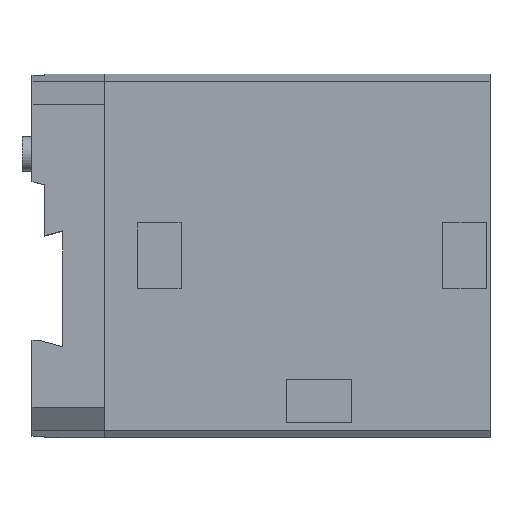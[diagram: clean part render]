
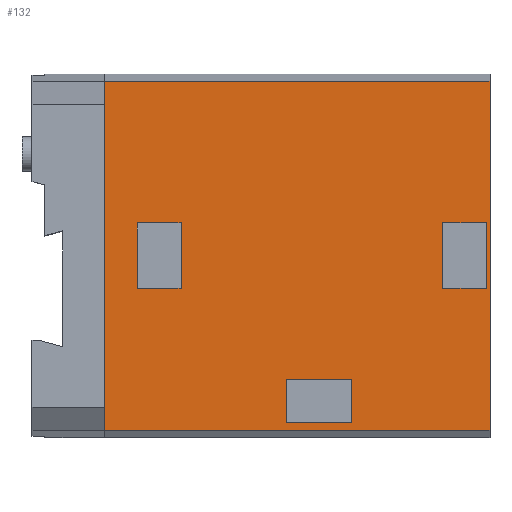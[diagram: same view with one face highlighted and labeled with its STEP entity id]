
A CAD part, top view. The second image highlights one B-rep face of the part: STEP entity #132.
In plain terms, the highlighted planar face has unit normal (0, 0, 1).
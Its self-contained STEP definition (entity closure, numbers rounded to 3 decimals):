
#39=FACE_BOUND('',#264,.T.);
#40=FACE_BOUND('',#265,.T.);
#41=FACE_BOUND('',#266,.T.);
#42=FACE_BOUND('',#267,.T.);
#68=PLANE('',#1333);
#132=ADVANCED_FACE('',(#39,#40,#41,#42),#68,.T.);
#264=EDGE_LOOP('',(#804,#805,#806,#807));
#265=EDGE_LOOP('',(#808,#809,#810,#811));
#266=EDGE_LOOP('',(#812,#813,#814,#815));
#267=EDGE_LOOP('',(#816,#817,#818,#819));
#357=LINE('',#1836,#514);
#396=LINE('',#1912,#553);
#398=LINE('',#1916,#555);
#399=LINE('',#1919,#556);
#400=LINE('',#1921,#557);
#401=LINE('',#1923,#558);
#402=LINE('',#1924,#559);
#403=LINE('',#1927,#560);
#404=LINE('',#1929,#561);
#405=LINE('',#1931,#562);
#406=LINE('',#1932,#563);
#407=LINE('',#1935,#564);
#408=LINE('',#1937,#565);
#409=LINE('',#1939,#566);
#410=LINE('',#1940,#567);
#411=LINE('',#1942,#568);
#514=VECTOR('',#1487,1.);
#553=VECTOR('',#1556,1.);
#555=VECTOR('',#1560,1.);
#556=VECTOR('',#1561,1.);
#557=VECTOR('',#1562,1.);
#558=VECTOR('',#1563,1.);
#559=VECTOR('',#1564,1.);
#560=VECTOR('',#1565,1.);
#561=VECTOR('',#1566,1.);
#562=VECTOR('',#1567,1.);
#563=VECTOR('',#1568,1.);
#564=VECTOR('',#1569,1.);
#565=VECTOR('',#1570,1.);
#566=VECTOR('',#1571,1.);
#567=VECTOR('',#1572,1.);
#568=VECTOR('',#1573,1.);
#804=ORIENTED_EDGE('',*,*,#1185,.T.);
#805=ORIENTED_EDGE('',*,*,#1186,.T.);
#806=ORIENTED_EDGE('',*,*,#1187,.T.);
#807=ORIENTED_EDGE('',*,*,#1188,.T.);
#808=ORIENTED_EDGE('',*,*,#1189,.T.);
#809=ORIENTED_EDGE('',*,*,#1190,.T.);
#810=ORIENTED_EDGE('',*,*,#1191,.T.);
#811=ORIENTED_EDGE('',*,*,#1192,.T.);
#812=ORIENTED_EDGE('',*,*,#1193,.T.);
#813=ORIENTED_EDGE('',*,*,#1194,.T.);
#814=ORIENTED_EDGE('',*,*,#1195,.T.);
#815=ORIENTED_EDGE('',*,*,#1196,.T.);
#816=ORIENTED_EDGE('',*,*,#1197,.T.);
#817=ORIENTED_EDGE('',*,*,#1143,.F.);
#818=ORIENTED_EDGE('',*,*,#1183,.F.);
#819=ORIENTED_EDGE('',*,*,#1198,.T.);
#1016=VERTEX_POINT('',#1835);
#1017=VERTEX_POINT('',#1837);
#1039=VERTEX_POINT('',#1913);
#1040=VERTEX_POINT('',#1917);
#1041=VERTEX_POINT('',#1918);
#1042=VERTEX_POINT('',#1920);
#1043=VERTEX_POINT('',#1922);
#1044=VERTEX_POINT('',#1925);
#1045=VERTEX_POINT('',#1926);
#1046=VERTEX_POINT('',#1928);
#1047=VERTEX_POINT('',#1930);
#1048=VERTEX_POINT('',#1933);
#1049=VERTEX_POINT('',#1934);
#1050=VERTEX_POINT('',#1936);
#1051=VERTEX_POINT('',#1938);
#1052=VERTEX_POINT('',#1941);
#1143=EDGE_CURVE('',#1016,#1017,#357,.T.);
#1183=EDGE_CURVE('',#1039,#1016,#396,.T.);
#1185=EDGE_CURVE('',#1040,#1041,#398,.T.);
#1186=EDGE_CURVE('',#1041,#1042,#399,.T.);
#1187=EDGE_CURVE('',#1042,#1043,#400,.T.);
#1188=EDGE_CURVE('',#1043,#1040,#401,.T.);
#1189=EDGE_CURVE('',#1044,#1045,#402,.T.);
#1190=EDGE_CURVE('',#1045,#1046,#403,.T.);
#1191=EDGE_CURVE('',#1046,#1047,#404,.T.);
#1192=EDGE_CURVE('',#1047,#1044,#405,.T.);
#1193=EDGE_CURVE('',#1048,#1049,#406,.T.);
#1194=EDGE_CURVE('',#1049,#1050,#407,.T.);
#1195=EDGE_CURVE('',#1050,#1051,#408,.T.);
#1196=EDGE_CURVE('',#1051,#1048,#409,.T.);
#1197=EDGE_CURVE('',#1052,#1017,#410,.T.);
#1198=EDGE_CURVE('',#1039,#1052,#411,.T.);
#1333=AXIS2_PLACEMENT_3D('',#1943,#1574,#1575);
#1487=DIRECTION('',(0.,1.,0.));
#1556=DIRECTION('',(-1.,0.,0.));
#1560=DIRECTION('',(-1.,0.,0.));
#1561=DIRECTION('',(0.,1.,0.));
#1562=DIRECTION('',(1.,0.,0.));
#1563=DIRECTION('',(0.,-1.,0.));
#1564=DIRECTION('',(0.,1.,0.));
#1565=DIRECTION('',(1.,0.,0.));
#1566=DIRECTION('',(0.,-1.,0.));
#1567=DIRECTION('',(-1.,0.,0.));
#1568=DIRECTION('',(-1.,0.,0.));
#1569=DIRECTION('',(0.,1.,0.));
#1570=DIRECTION('',(1.,0.,0.));
#1571=DIRECTION('',(0.,-1.,0.));
#1572=DIRECTION('',(-1.,0.,0.));
#1573=DIRECTION('',(0.,1.,0.));
#1574=DIRECTION('',(0.,0.,1.));
#1575=DIRECTION('',(0.,-1.,0.));
#1835=CARTESIAN_POINT('',(-59.,-48.,0.));
#1836=CARTESIAN_POINT('',(-59.,-48.,0.));
#1837=CARTESIAN_POINT('',(-59.,48.,0.));
#1912=CARTESIAN_POINT('',(47.,-48.,0.));
#1913=CARTESIAN_POINT('',(47.,-48.,0.));
#1916=CARTESIAN_POINT('',(46.,-9.,0.));
#1917=CARTESIAN_POINT('',(46.,-9.,0.));
#1918=CARTESIAN_POINT('',(34.,-9.,0.));
#1919=CARTESIAN_POINT('',(34.,-9.,0.));
#1920=CARTESIAN_POINT('',(34.,9.,0.));
#1921=CARTESIAN_POINT('',(34.,9.,0.));
#1922=CARTESIAN_POINT('',(46.,9.,0.));
#1923=CARTESIAN_POINT('',(46.,9.,0.));
#1924=CARTESIAN_POINT('',(-9.,-46.,0.));
#1925=CARTESIAN_POINT('',(-9.,-46.,0.));
#1926=CARTESIAN_POINT('',(-9.,-34.,0.));
#1927=CARTESIAN_POINT('',(-9.,-34.,0.));
#1928=CARTESIAN_POINT('',(9.,-34.,0.));
#1929=CARTESIAN_POINT('',(9.,-34.,0.));
#1930=CARTESIAN_POINT('',(9.,-46.,0.));
#1931=CARTESIAN_POINT('',(9.,-46.,0.));
#1932=CARTESIAN_POINT('',(-38.,-9.,0.));
#1933=CARTESIAN_POINT('',(-38.,-9.,0.));
#1934=CARTESIAN_POINT('',(-50.,-9.,0.));
#1935=CARTESIAN_POINT('',(-50.,-9.,0.));
#1936=CARTESIAN_POINT('',(-50.,9.,0.));
#1937=CARTESIAN_POINT('',(-50.,9.,0.));
#1938=CARTESIAN_POINT('',(-38.,9.,0.));
#1939=CARTESIAN_POINT('',(-38.,9.,0.));
#1940=CARTESIAN_POINT('',(47.,48.,0.));
#1941=CARTESIAN_POINT('',(47.,48.,0.));
#1942=CARTESIAN_POINT('',(47.,-48.,0.));
#1943=CARTESIAN_POINT('',(47.,-48.,0.));
